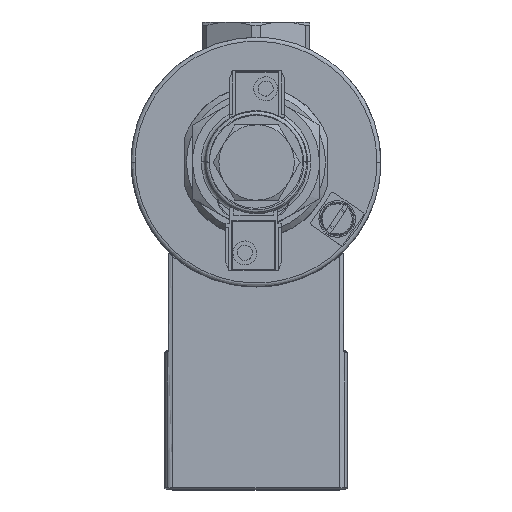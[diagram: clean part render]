
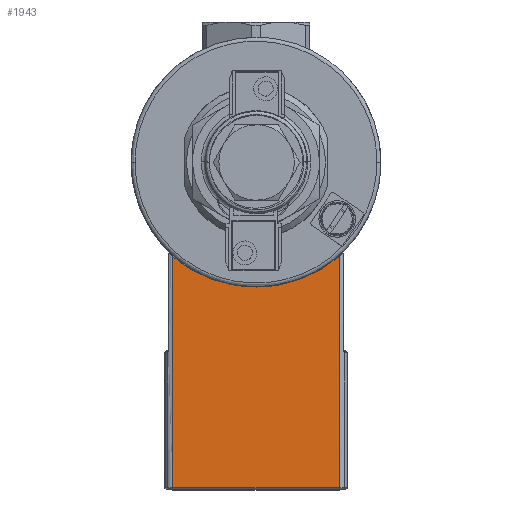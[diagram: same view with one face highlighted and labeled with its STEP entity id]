
A CAD part, top view. The second image highlights one B-rep face of the part: STEP entity #1943.
In plain terms, the highlighted free-form (B-spline) face has degree [1, 1] with [2, 2] control points.
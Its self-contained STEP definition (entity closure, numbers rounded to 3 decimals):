
#1899 = CARTESIAN_POINT ('', (21., -23.804, 386.2));
#1900 = VERTEX_POINT ('', #1899);
#1901 = CARTESIAN_POINT ('', (0., -31.5, 386.2));
#1902 = VERTEX_POINT ('', #1901);
#1903 = CARTESIAN_POINT ('', (21., -23.804, 386.2));
#1904 = CARTESIAN_POINT ('', (11.91, -31.5, 386.2));
#1905 = CARTESIAN_POINT ('', (0., -31.5, 386.2));
#1906 = (
   BOUNDED_CURVE ()
   B_SPLINE_CURVE (2, (#1903, #1904, #1905), .UNSPECIFIED., .F., .U.)
   B_SPLINE_CURVE_WITH_KNOTS ((3, 3), (139.748, 180.), .UNSPECIFIED.)
   CURVE ()
   GEOMETRIC_REPRESENTATION_ITEM ()
   RATIONAL_B_SPLINE_CURVE ((1., 0.939, 1.))
   REPRESENTATION_ITEM ('')
);
#1907 = EDGE_CURVE ('', #1900, #1902, #1906, .T.);
#1908 = ORIENTED_EDGE ('', *, *, #1907, .T.);
#1909 = CARTESIAN_POINT ('', (-21., -23.804, 386.2));
#1910 = VERTEX_POINT ('', #1909);
#1911 = CARTESIAN_POINT ('', (0., -31.5, 386.2));
#1912 = CARTESIAN_POINT ('', (-11.91, -31.5, 386.2));
#1913 = CARTESIAN_POINT ('', (-21., -23.804, 386.2));
#1914 = (
   BOUNDED_CURVE ()
   B_SPLINE_CURVE (2, (#1911, #1912, #1913), .UNSPECIFIED., .F., .U.)
   B_SPLINE_CURVE_WITH_KNOTS ((3, 3), (180., 220.252), .UNSPECIFIED.)
   CURVE ()
   GEOMETRIC_REPRESENTATION_ITEM ()
   RATIONAL_B_SPLINE_CURVE ((1., 0.939, 1.))
   REPRESENTATION_ITEM ('')
);
#1915 = EDGE_CURVE ('', #1902, #1910, #1914, .T.);
#1916 = ORIENTED_EDGE ('', *, *, #1915, .T.);
#1917 = CARTESIAN_POINT ('', (-21., -82.1, 386.2));
#1918 = VERTEX_POINT ('', #1917);
#1919 = CARTESIAN_POINT ('', (-21., -82.1, 386.2));
#1920 = CARTESIAN_POINT ('', (-21., -23.804, 386.2));
#1921 = B_SPLINE_CURVE_WITH_KNOTS ('', 1, (#1919, #1920), .UNSPECIFIED., .F., .U., (2, 2), (0., 1.), .UNSPECIFIED.);
#1922 = EDGE_CURVE ('', #1918, #1910, #1921, .T.);
#1923 = ORIENTED_EDGE ('', *, *, #1922, .F.);
#1924 = CARTESIAN_POINT ('', (21., -82.1, 386.2));
#1925 = VERTEX_POINT ('', #1924);
#1926 = CARTESIAN_POINT ('', (21., -82.1, 386.2));
#1927 = CARTESIAN_POINT ('', (-21., -82.1, 386.2));
#1928 = B_SPLINE_CURVE_WITH_KNOTS ('', 1, (#1926, #1927), .UNSPECIFIED., .F., .U., (2, 2), (0., 1.), .UNSPECIFIED.);
#1929 = EDGE_CURVE ('', #1925, #1918, #1928, .T.);
#1930 = ORIENTED_EDGE ('', *, *, #1929, .F.);
#1931 = CARTESIAN_POINT ('', (21., -82.1, 386.2));
#1932 = CARTESIAN_POINT ('', (21., -23.804, 386.2));
#1933 = B_SPLINE_CURVE_WITH_KNOTS ('', 1, (#1931, #1932), .UNSPECIFIED., .F., .U., (2, 2), (0., 1.), .UNSPECIFIED.);
#1934 = EDGE_CURVE ('', #1925, #1900, #1933, .T.);
#1935 = ORIENTED_EDGE ('', *, *, #1934, .T.);
#1936 = EDGE_LOOP ('', (#1908, #1916, #1923, #1930, #1935));
#1937 = FACE_OUTER_BOUND ('', #1936, .T.);
#1938 = CARTESIAN_POINT ('', (-21., -23.804, 386.2));
#1939 = CARTESIAN_POINT ('', (21., -23.804, 386.2));
#1940 = CARTESIAN_POINT ('', (-21., -82.1, 386.2));
#1941 = CARTESIAN_POINT ('', (21., -82.1, 386.2));
#1942 = B_SPLINE_SURFACE_WITH_KNOTS ('', 1, 1, ((#1938, #1939), (#1940, #1941)), .UNSPECIFIED., .F., .F., .U., (2, 2), (2, 2), (10.204, 68.5), (1., 43.), .UNSPECIFIED.);
#1943 = ADVANCED_FACE ('', (#1937), #1942, .T.);
